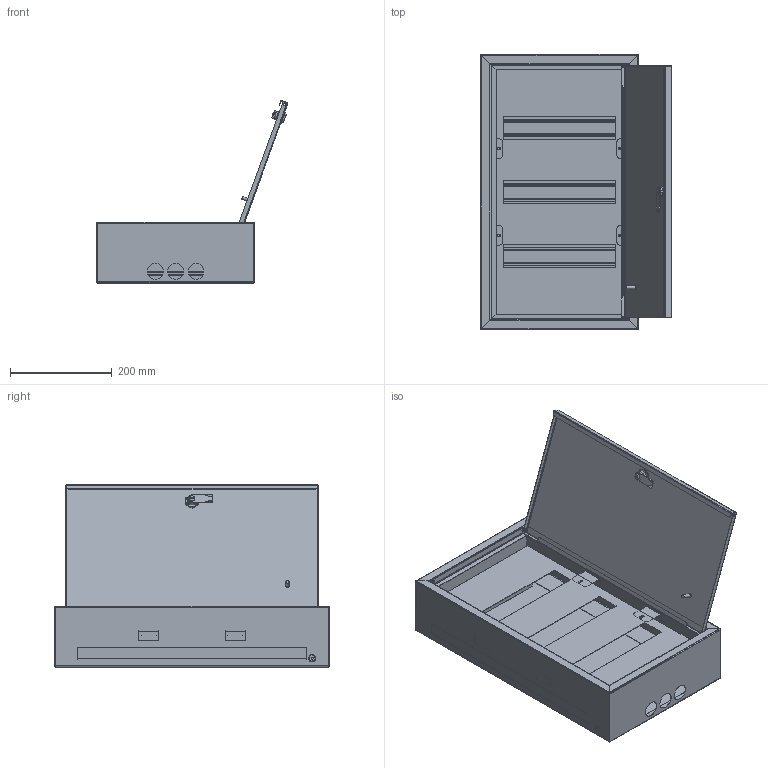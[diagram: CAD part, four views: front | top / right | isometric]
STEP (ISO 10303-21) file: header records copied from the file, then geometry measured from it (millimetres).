
FILE_DESCRIPTION (( 'STEP AP203' ), '1' );
FILE_NAME ('MKM14-N-36-31-Z TITAN 3 Êîðïóñ ìåòàëëè÷åñêèé ÙÐí-36 (540õ310õ120) IP31 IEK.STEP', '2023-12-19T07:57:13', ( '' ), ( '' ), 'SwSTEP 2.0', 'SolidWorks 2022', '' );
FILE_SCHEMA (( 'CONFIG_CONTROL_DESIGN' ));
Length unit declared in the file: millimetre
Products named in the file (20): 705.025 Втулка; MKM14-N-36-31-Z TITAN 3 Корпус металлический ЩРн-36 (540х310х120) IP31 IEK; 705.026 Ось; КИВА 050.05.01_ЩРн-36; КИВА 050.01.01_ЩРн-36; IEK 702.001_702.001-03; IEK 702.002_-03; Гайка фланцевая DIN 6923_М6; КИВА 050.04.00СБ_ЩРн-36; КИВА 050.04.01_ЩРн-36; КИВА 050.01.04_КИВА 050.01.04-02; Шпилька для конденсаторной сварки_М6х20; КИВА 050.05.00СБ_ЩРн-36; Винт резьбовыдавливающий М4x8_-00; КИВА 050.01.00СБ_ЩРн-36; КИВА 012.00.01_ЩРн-36,72; КИВА 012.02.01_Дверь_012.02.01-02.1; КИВА 012.02.00_Дверь в сборе_012.02.00-02.1; Замок 19-16-40; IEK 701.002_-02
Assembly tree (39 placements, depth 4):
  MKM14-N-36-31-Z TITAN 3 Корпус металлический ЩРн-36 (540х310х120) IP31 IEK
    КИВА 050.01.00СБ_ЩРн-36
      КИВА 050.04.00СБ_ЩРн-36
        КИВА 050.04.01_ЩРн-36
        КИВА 050.01.04_КИВА 050.01.04-02
        IEK 701.002_-02  x2
      КИВА 050.05.00СБ_ЩРн-36
        КИВА 050.05.01_ЩРн-36
        КИВА 050.01.04_КИВА 050.01.04-02
        IEK 701.002_-02  x2
      КИВА 050.01.01_ЩРн-36
      Гайка фланцевая DIN 6923_М6
    КИВА 012.02.00_Дверь в сборе_012.02.00-02.1
      КИВА 012.02.01_Дверь_012.02.01-02.1
      Шпилька для конденсаторной сварки_М6х20
      Замок 19-16-40
    IEK 702.001_702.001-03  x3
    IEK 702.002_-03  x2
    705.025 Втулка  x4
    705.026 Ось  x2
    Винт резьбовыдавливающий М4x8_-00  x10
    КИВА 012.00.01_ЩРн-36,72
Bounding box: 376.67 x 540 x 359.46 mm (x, y, z)
Volume: 796902.5 mm3; surface area: 1670882.4 mm2
Topology: 36 solids, 37 shells, 1041 faces, 2497 edges, 1574 vertices
Faces by surface type: plane 625, cylinder 304, bspline 50, torus 30, cone 21, sphere 11
Full cylindrical faces by diameter (mm): 0.1 x8, 1 x1, 2.9 x2, 3 x2, 3.4 x12, 3.9 x4, 4 x15, 4.2 x16, 5.5 x12, 6 x1, 6.2 x4, 6.9 x4, 7 x4, 7.5 x2, 8 x1, 10 x14, 11 x1, 14.2 x1, 14.6 x1, 23 x1, 31 x3
Entity records: 19871 total; most frequent: CARTESIAN_POINT 4473, DIRECTION 2579, ORIENTED_EDGE 2514, EDGE_CURVE 1257, AXIS2_PLACEMENT_3D 874, VECTOR 831, LINE 831, VERTEX_POINT 800
